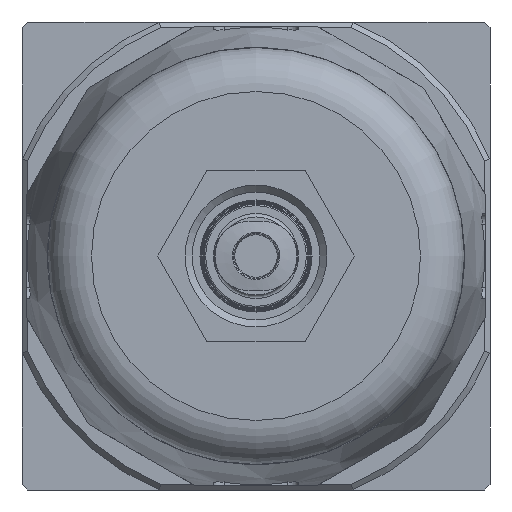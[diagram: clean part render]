
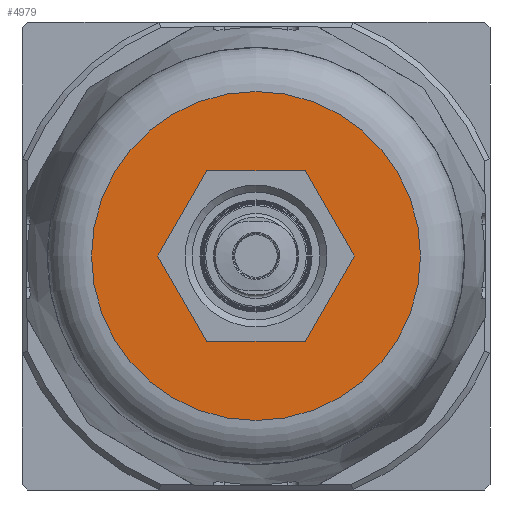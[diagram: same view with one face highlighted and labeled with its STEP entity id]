
A CAD part, front view. The second image highlights one B-rep face of the part: STEP entity #4979.
In plain terms, the highlighted planar face has unit normal (0, -1, 0).
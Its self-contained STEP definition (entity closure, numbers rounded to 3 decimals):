
#341=CIRCLE('',#5280,23.2);
#784=ORIENTED_EDGE('',*,*,#1581,.T.);
#785=ORIENTED_EDGE('',*,*,#1582,.T.);
#786=ORIENTED_EDGE('',*,*,#1583,.T.);
#787=ORIENTED_EDGE('',*,*,#1584,.T.);
#788=ORIENTED_EDGE('',*,*,#1585,.T.);
#789=ORIENTED_EDGE('',*,*,#1586,.T.);
#790=ORIENTED_EDGE('',*,*,#1587,.T.);
#1581=EDGE_CURVE('',#2009,#2009,#341,.T.);
#1582=EDGE_CURVE('',#2010,#2011,#2302,.T.);
#1583=EDGE_CURVE('',#2011,#2012,#2303,.T.);
#1584=EDGE_CURVE('',#2012,#2013,#2304,.T.);
#1585=EDGE_CURVE('',#2013,#2014,#2305,.T.);
#1586=EDGE_CURVE('',#2014,#2015,#2306,.T.);
#1587=EDGE_CURVE('',#2015,#2010,#2307,.T.);
#2009=VERTEX_POINT('',#7041);
#2010=VERTEX_POINT('',#7043);
#2011=VERTEX_POINT('',#7044);
#2012=VERTEX_POINT('',#7046);
#2013=VERTEX_POINT('',#7048);
#2014=VERTEX_POINT('',#7050);
#2015=VERTEX_POINT('',#7052);
#2302=LINE('',#7042,#2512);
#2303=LINE('',#7045,#2513);
#2304=LINE('',#7047,#2514);
#2305=LINE('',#7049,#2515);
#2306=LINE('',#7051,#2516);
#2307=LINE('',#7053,#2517);
#2512=VECTOR('',#5910,1000.);
#2513=VECTOR('',#5911,1000.);
#2514=VECTOR('',#5912,1000.);
#2515=VECTOR('',#5913,1000.);
#2516=VECTOR('',#5914,1000.);
#2517=VECTOR('',#5915,1000.);
#2747=EDGE_LOOP('',(#784));
#2748=EDGE_LOOP('',(#785,#786,#787,#788,#789,#790));
#3053=FACE_BOUND('',#2747,.T.);
#3054=FACE_BOUND('',#2748,.T.);
#3279=PLANE('',#5279);
#4979=ADVANCED_FACE('',(#3053,#3054),#3279,.F.);
#5279=AXIS2_PLACEMENT_3D('',#7039,#5906,#5907);
#5280=AXIS2_PLACEMENT_3D('',#7040,#5908,#5909);
#5906=DIRECTION('',(0.,1.,0.));
#5907=DIRECTION('',(0.,0.,1.));
#5908=DIRECTION('',(0.,-1.,0.));
#5909=DIRECTION('',(0.,0.,-1.));
#5910=DIRECTION('',(0.,0.,1.));
#5911=DIRECTION('',(0.866,0.,0.5));
#5912=DIRECTION('',(0.866,0.,-0.5));
#5913=DIRECTION('',(0.,0.,-1.));
#5914=DIRECTION('',(-0.866,0.,-0.5));
#5915=DIRECTION('',(-0.866,0.,0.5));
#7039=CARTESIAN_POINT('',(23.2,-165.,0.));
#7040=CARTESIAN_POINT('',(0.,-165.,0.));
#7041=CARTESIAN_POINT('',(0.,-165.,-23.2));
#7042=CARTESIAN_POINT('',(-12.,-165.,-6.928));
#7043=CARTESIAN_POINT('',(-12.,-165.,-6.928));
#7044=CARTESIAN_POINT('',(-12.,-165.,6.928));
#7045=CARTESIAN_POINT('',(-12.,-165.,6.928));
#7046=CARTESIAN_POINT('',(0.,-165.,13.856));
#7047=CARTESIAN_POINT('',(0.,-165.,13.856));
#7048=CARTESIAN_POINT('',(12.,-165.,6.928));
#7049=CARTESIAN_POINT('',(12.,-165.,6.928));
#7050=CARTESIAN_POINT('',(12.,-165.,-6.928));
#7051=CARTESIAN_POINT('',(12.,-165.,-6.928));
#7052=CARTESIAN_POINT('',(0.,-165.,-13.856));
#7053=CARTESIAN_POINT('',(0.,-165.,-13.856));
